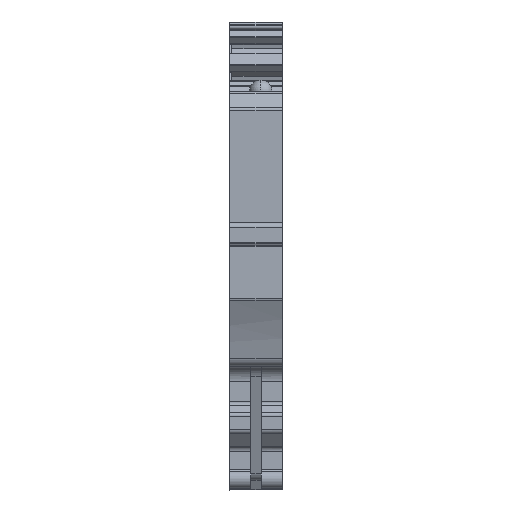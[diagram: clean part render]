
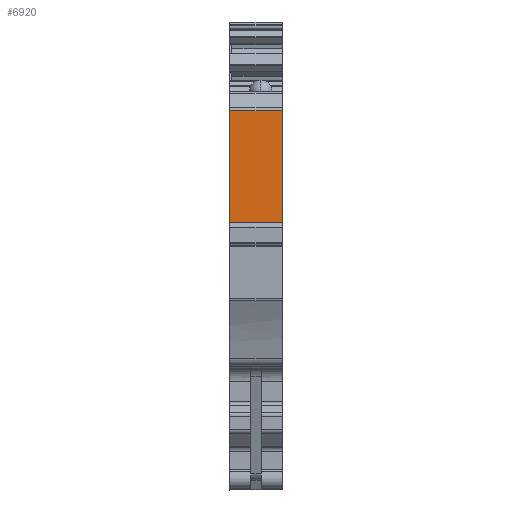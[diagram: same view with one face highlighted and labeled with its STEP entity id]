
A CAD part, front view. The second image highlights one B-rep face of the part: STEP entity #6920.
In plain terms, the highlighted planar face has unit normal (0, -1, 0).
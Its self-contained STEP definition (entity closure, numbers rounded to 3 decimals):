
#6884=AXIS2_PLACEMENT_3D('Plane Axis2P3D',#6881,#6882,#6883) ;
#1397=CARTESIAN_POINT('Vertex',(0.,26.1,25.75)) ;
#1400=CARTESIAN_POINT('Line Origine',(0.,26.1,31.121)) ;
#1404=CARTESIAN_POINT('Vertex',(0.,26.1,36.492)) ;
#6863=CARTESIAN_POINT('Vertex',(0.9,26.1,25.75)) ;
#6866=CARTESIAN_POINT('Line Origine',(0.45,26.1,25.75)) ;
#6881=CARTESIAN_POINT('Axis2P3D Location',(5.1,26.1,36.492)) ;
#6886=CARTESIAN_POINT('Line Origine',(3.,26.1,23.816)) ;
#6890=CARTESIAN_POINT('Vertex',(5.1,26.1,23.816)) ;
#6892=CARTESIAN_POINT('Vertex',(0.9,26.1,23.816)) ;
#6895=CARTESIAN_POINT('Line Origine',(5.1,26.1,30.154)) ;
#6899=CARTESIAN_POINT('Vertex',(5.1,26.1,36.492)) ;
#6902=CARTESIAN_POINT('Line Origine',(2.55,26.1,36.492)) ;
#6907=CARTESIAN_POINT('Line Origine',(0.9,26.1,24.783)) ;
#1401=DIRECTION('Vector Direction',(0.,0.,-1.)) ;
#6867=DIRECTION('Vector Direction',(1.,0.,0.)) ;
#6882=DIRECTION('Axis2P3D Direction',(0.,1.,0.)) ;
#6883=DIRECTION('Axis2P3D XDirection',(0.,-0.,1.)) ;
#6887=DIRECTION('Vector Direction',(-1.,0.,0.)) ;
#6896=DIRECTION('Vector Direction',(0.,0.,-1.)) ;
#6903=DIRECTION('Vector Direction',(1.,0.,0.)) ;
#6908=DIRECTION('Vector Direction',(0.,0.,1.)) ;
#1402=VECTOR('Line Direction',#1401,1.) ;
#6868=VECTOR('Line Direction',#6867,1.) ;
#6888=VECTOR('Line Direction',#6887,1.) ;
#6897=VECTOR('Line Direction',#6896,1.) ;
#6904=VECTOR('Line Direction',#6903,1.) ;
#6909=VECTOR('Line Direction',#6908,1.) ;
#6913=ORIENTED_EDGE('',*,*,#6894,.F.) ;
#6914=ORIENTED_EDGE('',*,*,#6901,.F.) ;
#6915=ORIENTED_EDGE('',*,*,#6906,.F.) ;
#6916=ORIENTED_EDGE('',*,*,#1406,.T.) ;
#6917=ORIENTED_EDGE('',*,*,#6870,.T.) ;
#6918=ORIENTED_EDGE('',*,*,#6911,.F.) ;
#6920=ADVANCED_FACE('_ZIA 1.5/3L-1S/LD-RT 1651990000',(#6919),#6885,.F.) ;
#1406=EDGE_CURVE('',#1405,#1398,#1403,.T.) ;
#6870=EDGE_CURVE('',#1398,#6864,#6869,.T.) ;
#6894=EDGE_CURVE('',#6891,#6893,#6889,.T.) ;
#6901=EDGE_CURVE('',#6900,#6891,#6898,.T.) ;
#6906=EDGE_CURVE('',#1405,#6900,#6905,.T.) ;
#6911=EDGE_CURVE('',#6893,#6864,#6910,.T.) ;
#6912=EDGE_LOOP('',(#6913,#6914,#6915,#6916,#6917,#6918)) ;
#6919=FACE_OUTER_BOUND('',#6912,.T.) ;
#1403=LINE('Line',#1400,#1402) ;
#6869=LINE('Line',#6866,#6868) ;
#6889=LINE('Line',#6886,#6888) ;
#6898=LINE('Line',#6895,#6897) ;
#6905=LINE('Line',#6902,#6904) ;
#6910=LINE('Line',#6907,#6909) ;
#6885=PLANE('',#6884) ;
#1398=VERTEX_POINT('',#1397) ;
#1405=VERTEX_POINT('',#1404) ;
#6864=VERTEX_POINT('',#6863) ;
#6891=VERTEX_POINT('',#6890) ;
#6893=VERTEX_POINT('',#6892) ;
#6900=VERTEX_POINT('',#6899) ;
